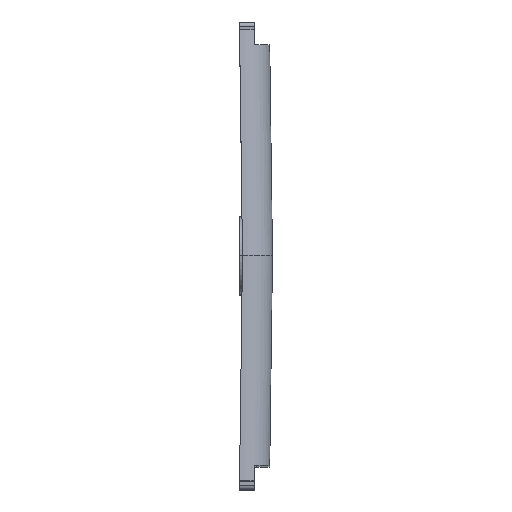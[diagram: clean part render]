
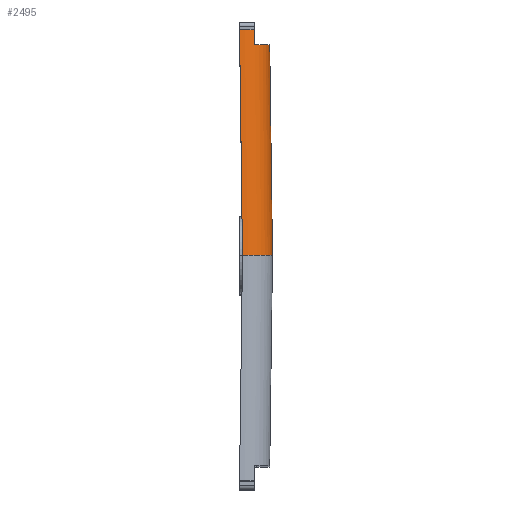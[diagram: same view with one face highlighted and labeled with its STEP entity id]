
A CAD part, top view. The second image highlights one B-rep face of the part: STEP entity #2495.
In plain terms, the highlighted cylindrical face has radius 2 mm (diameter 4 mm), a partial arc.
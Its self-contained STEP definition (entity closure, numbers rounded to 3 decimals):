
#13 = ORIENTED_EDGE ( 'NONE', *, *, #1145, .F. ) ;
#20 = VERTEX_POINT ( 'NONE', #882 ) ;
#22 = VECTOR ( 'NONE', #2119, 1000. ) ;
#339 =( BOUNDED_CURVE ( )  B_SPLINE_CURVE ( 3, ( #2104, #1425, #453, #911 ),
 .UNSPECIFIED., .F., .T. ) 
 B_SPLINE_CURVE_WITH_KNOTS ( ( 4, 4 ),
 ( 2.942, 3.927 ),
 .UNSPECIFIED. ) 
 CURVE ( )  GEOMETRIC_REPRESENTATION_ITEM ( )  RATIONAL_B_SPLINE_CURVE ( ( 1., 0.921, 0.921, 1. ) ) 
 REPRESENTATION_ITEM ( '' )  );
#359 = CARTESIAN_POINT ( 'NONE',  ( 36.91, 0., 27.331 ) ) ;
#435 = VERTEX_POINT ( 'NONE', #1869 ) ;
#436 = CARTESIAN_POINT ( 'NONE',  ( 35.852, 13.078, 27.751 ) ) ;
#453 = CARTESIAN_POINT ( 'NONE',  ( 36.747, 12.481, 26.782 ) ) ;
#486 = VECTOR ( 'NONE', #2189, 1000. ) ;
#501 = CARTESIAN_POINT ( 'NONE',  ( 36.901, 0.713, 26.251 ) ) ;
#580 = CARTESIAN_POINT ( 'NONE',  ( 35.852, 13.375, 27.744 ) ) ;
#882 = CARTESIAN_POINT ( 'NONE',  ( 34.957, 13.375, 28.073 ) ) ;
#900 = CARTESIAN_POINT ( 'NONE',  ( 35.852, 12.481, 27.764 ) ) ;
#911 = CARTESIAN_POINT ( 'NONE',  ( 36.747, 12.481, 26.097 ) ) ;
#1114 = FACE_OUTER_BOUND ( 'NONE', #2890, .T. ) ;
#1145 = EDGE_CURVE ( 'NONE', #2066, #1209, #2659, .T. ) ;
#1209 = VERTEX_POINT ( 'NONE', #2834 ) ;
#1232 = CYLINDRICAL_SURFACE ( 'NONE', #1756, 2. ) ;
#1256 = DIRECTION ( 'NONE',  ( -0.013, 1., -0.013 ) ) ;
#1267 = DIRECTION ( 'NONE',  ( 0., 0.013, 1. ) ) ;
#1292 = VERTEX_POINT ( 'NONE', #2637 ) ;
#1322 = CARTESIAN_POINT ( 'NONE',  ( 35.583, 13.375, 27.925 ) ) ;
#1425 = CARTESIAN_POINT ( 'NONE',  ( 36.423, 12.481, 27.385 ) ) ;
#1429 = EDGE_CURVE ( 'NONE', #2378, #1209, #1462, .T. ) ;
#1458 = CARTESIAN_POINT ( 'NONE',  ( 35.132, 0., 28.248 ) ) ;
#1462 =( BOUNDED_CURVE ( )  B_SPLINE_CURVE ( 3, ( #2903, #1514, #359, #1769 ),
 .UNSPECIFIED., .F., .F. ) 
 B_SPLINE_CURVE_WITH_KNOTS ( ( 4, 4 ),
 ( 5.609, 7.068 ),
 .UNSPECIFIED. ) 
 CURVE ( )  GEOMETRIC_REPRESENTATION_ITEM ( )  RATIONAL_B_SPLINE_CURVE ( ( 1., 0.83, 0.83, 1. ) ) 
 REPRESENTATION_ITEM ( '' )  );
#1514 = CARTESIAN_POINT ( 'NONE',  ( 36.196, 0., 28.129 ) ) ;
#1542 = CARTESIAN_POINT ( 'NONE',  ( 34.957, 13.375, 28.073 ) ) ;
#1695 = ORIENTED_EDGE ( 'NONE', *, *, #2498, .F. ) ;
#1756 = AXIS2_PLACEMENT_3D ( 'NONE', #2655, #1256, #1267 ) ;
#1769 = CARTESIAN_POINT ( 'NONE',  ( 36.91, 0., 26.26 ) ) ;
#1855 = CARTESIAN_POINT ( 'NONE',  ( 35.852, 13.375, 27.744 ) ) ;
#1869 = CARTESIAN_POINT ( 'NONE',  ( 35.852, 13.375, 27.744 ) ) ;
#1919 =( BOUNDED_CURVE ( )  B_SPLINE_CURVE ( 3, ( #1855, #436, #2087, #900 ),
 .UNSPECIFIED., .F., .T. ) 
 B_SPLINE_CURVE_WITH_KNOTS ( ( 4, 4 ),
 ( 0.978, 0.986 ),
 .UNSPECIFIED. ) 
 CURVE ( )  GEOMETRIC_REPRESENTATION_ITEM ( )  RATIONAL_B_SPLINE_CURVE ( ( 1., 1., 1., 1. ) ) 
 REPRESENTATION_ITEM ( '' )  );
#1920 = ORIENTED_EDGE ( 'NONE', *, *, #1429, .T. ) ;
#2032 = CARTESIAN_POINT ( 'NONE',  ( 35.279, 13.375, 28.037 ) ) ;
#2066 = VERTEX_POINT ( 'NONE', #2320 ) ;
#2087 = CARTESIAN_POINT ( 'NONE',  ( 35.852, 12.78, 27.757 ) ) ;
#2104 = CARTESIAN_POINT ( 'NONE',  ( 35.852, 12.481, 27.764 ) ) ;
#2119 = DIRECTION ( 'NONE',  ( 0.013, -1., 0.013 ) ) ;
#2189 = DIRECTION ( 'NONE',  ( -0.013, 1., -0.013 ) ) ;
#2201 = CARTESIAN_POINT ( 'NONE',  ( 35.127, 0.394, 28.242 ) ) ;
#2320 = CARTESIAN_POINT ( 'NONE',  ( 36.747, 12.481, 26.097 ) ) ;
#2334 =( BOUNDED_CURVE ( )  B_SPLINE_CURVE ( 3, ( #1542, #2032, #1322, #580 ),
 .UNSPECIFIED., .F., .T. ) 
 B_SPLINE_CURVE_WITH_KNOTS ( ( 4, 4 ),
 ( 2.467, 2.949 ),
 .UNSPECIFIED. ) 
 CURVE ( )  GEOMETRIC_REPRESENTATION_ITEM ( )  RATIONAL_B_SPLINE_CURVE ( ( 1., 0.981, 0.981, 1. ) ) 
 REPRESENTATION_ITEM ( '' )  );
#2335 = LINE ( 'NONE', #2201, #486 ) ;
#2378 = VERTEX_POINT ( 'NONE', #1458 ) ;
#2432 = EDGE_CURVE ( 'NONE', #2378, #20, #2335, .T. ) ;
#2495 = ADVANCED_FACE ( 'NONE', ( #1114 ), #1232, .T. ) ;
#2498 = EDGE_CURVE ( 'NONE', #20, #435, #2334, .T. ) ;
#2637 = CARTESIAN_POINT ( 'NONE',  ( 35.852, 12.481, 27.764 ) ) ;
#2655 = CARTESIAN_POINT ( 'NONE',  ( 34.905, 0.365, 26.255 ) ) ;
#2659 = LINE ( 'NONE', #501, #22 ) ;
#2672 = ORIENTED_EDGE ( 'NONE', *, *, #2432, .F. ) ;
#2673 = ORIENTED_EDGE ( 'NONE', *, *, #2829, .F. ) ;
#2829 = EDGE_CURVE ( 'NONE', #1292, #2066, #339, .T. ) ;
#2834 = CARTESIAN_POINT ( 'NONE',  ( 36.91, 0., 26.26 ) ) ;
#2890 = EDGE_LOOP ( 'NONE', ( #1695, #2672, #1920, #13, #2673, #2927 ) ) ;
#2903 = CARTESIAN_POINT ( 'NONE',  ( 35.132, 0., 28.248 ) ) ;
#2927 = ORIENTED_EDGE ( 'NONE', *, *, #3047, .F. ) ;
#3047 = EDGE_CURVE ( 'NONE', #435, #1292, #1919, .T. ) ;
